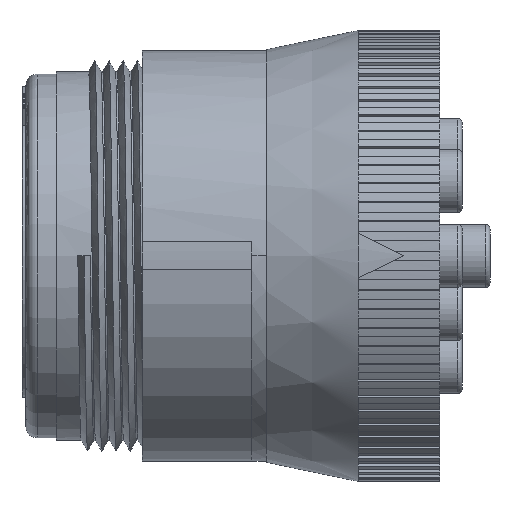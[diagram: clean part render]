
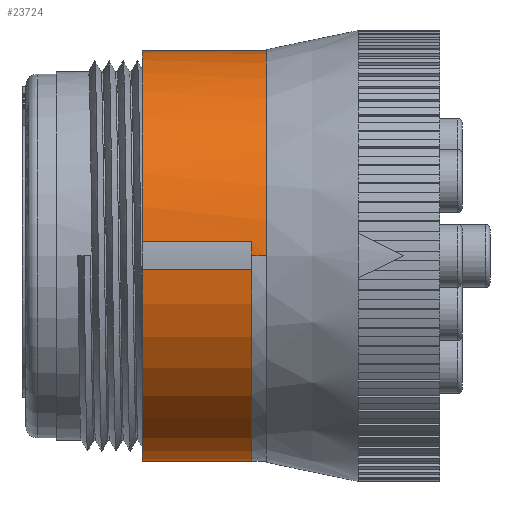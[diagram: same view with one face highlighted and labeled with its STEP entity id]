
A CAD part, top view. The second image highlights one B-rep face of the part: STEP entity #23724.
In plain terms, the highlighted cylindrical face has radius 18.35 mm (diameter 36.7 mm), a partial arc.
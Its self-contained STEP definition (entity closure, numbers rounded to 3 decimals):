
#4973=CARTESIAN_POINT('',(18.8,0.,0.));
#4974=DIRECTION('',(1.,0.,0.));
#4975=DIRECTION('',(0.,0.,-1.));
#4976=AXIS2_PLACEMENT_3D('',#4973,#4974,#4975);
#4978=CARTESIAN_POINT('',(7.7,0.,0.));
#4979=DIRECTION('',(-1.,0.,0.));
#4980=DIRECTION('',(0.,0.068,0.998));
#4981=AXIS2_PLACEMENT_3D('',#4978,#4979,#4980);
#4983=CARTESIAN_POINT('',(17.5,0.,0.));
#4984=DIRECTION('',(1.,0.,0.));
#4985=DIRECTION('',(0.,-0.068,0.998));
#4986=AXIS2_PLACEMENT_3D('',#4983,#4984,#4985);
#4993=DIRECTION('',(-1.,0.,0.));
#4994=VECTOR('',#4993,1.3);
#4995=CARTESIAN_POINT('',(18.8,0.,-18.35));
#4996=LINE('',#4995,#4994);
#4997=DIRECTION('',(-1.,0.,0.));
#4998=VECTOR('',#4997,1.3);
#4999=CARTESIAN_POINT('',(18.8,0.,18.35));
#5000=LINE('',#4999,#4998);
#5001=CARTESIAN_POINT('',(17.5,0.,0.));
#5002=DIRECTION('',(1.,0.,0.));
#5003=DIRECTION('',(0.,0.068,0.998));
#5004=AXIS2_PLACEMENT_3D('',#5001,#5002,#5003);
#5024=DIRECTION('',(1.,0.,0.));
#5025=VECTOR('',#5024,9.8);
#5026=CARTESIAN_POINT('',(7.7,-1.25,18.307));
#5027=LINE('',#5026,#5025);
#5093=DIRECTION('',(1.,0.,0.));
#5094=VECTOR('',#5093,9.8);
#5095=CARTESIAN_POINT('',(7.7,1.25,18.307));
#5096=LINE('',#5095,#5094);
#13998=CARTESIAN_POINT('',(7.7,-1.25,18.307));
#13999=VERTEX_POINT('',#13998);
#14000=CARTESIAN_POINT('',(7.7,1.25,18.307));
#14001=VERTEX_POINT('',#14000);
#14171=CARTESIAN_POINT('',(17.5,1.25,18.307));
#14172=CARTESIAN_POINT('',(17.5,0.,18.35));
#14173=VERTEX_POINT('',#14171);
#14174=VERTEX_POINT('',#14172);
#14175=CARTESIAN_POINT('',(17.5,-1.25,18.307));
#14176=VERTEX_POINT('',#14175);
#14177=CARTESIAN_POINT('',(17.5,0.,-18.35));
#14178=VERTEX_POINT('',#14177);
#15643=CARTESIAN_POINT('',(18.8,0.,-18.35));
#15644=CARTESIAN_POINT('',(18.8,0.,18.35));
#15645=VERTEX_POINT('',#15643);
#15646=VERTEX_POINT('',#15644);
#23702=CARTESIAN_POINT('',(-1.31,0.,0.));
#23703=DIRECTION('',(1.,0.,0.));
#23704=DIRECTION('',(0.,-1.,0.));
#23705=AXIS2_PLACEMENT_3D('',#23702,#23703,#23704);
#23706=CYLINDRICAL_SURFACE('',#23705,18.35);
#23707=ORIENTED_EDGE('',*,*,#23695,.T.);
#23709=ORIENTED_EDGE('',*,*,#23708,.T.);
#23711=ORIENTED_EDGE('',*,*,#23710,.F.);
#23713=ORIENTED_EDGE('',*,*,#23712,.F.);
#23715=ORIENTED_EDGE('',*,*,#23714,.T.);
#23717=ORIENTED_EDGE('',*,*,#23716,.T.);
#23719=ORIENTED_EDGE('',*,*,#23718,.T.);
#23721=ORIENTED_EDGE('',*,*,#23720,.F.);
#23722=EDGE_LOOP('',(#23707,#23709,#23711,#23713,#23715,#23717,#23719,#23721));
#23723=FACE_OUTER_BOUND('',#23722,.F.);
#23724=ADVANCED_FACE('',(#23723),#23706,.T.);
#4977=CIRCLE('',#4976,18.35);
#4982=CIRCLE('',#4981,18.35);
#4987=CIRCLE('',#4986,18.35);
#5005=CIRCLE('',#5004,18.35);
#23695=EDGE_CURVE('',#15645,#15646,#4977,.T.);
#23708=EDGE_CURVE('',#15646,#14174,#5000,.T.);
#23710=EDGE_CURVE('',#14173,#14174,#5005,.T.);
#23712=EDGE_CURVE('',#14001,#14173,#5096,.T.);
#23714=EDGE_CURVE('',#14001,#13999,#4982,.T.);
#23716=EDGE_CURVE('',#13999,#14176,#5027,.T.);
#23718=EDGE_CURVE('',#14176,#14178,#4987,.T.);
#23720=EDGE_CURVE('',#15645,#14178,#4996,.T.);
